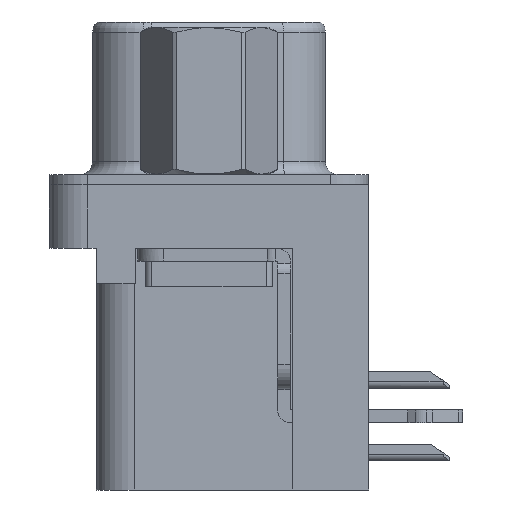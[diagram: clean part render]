
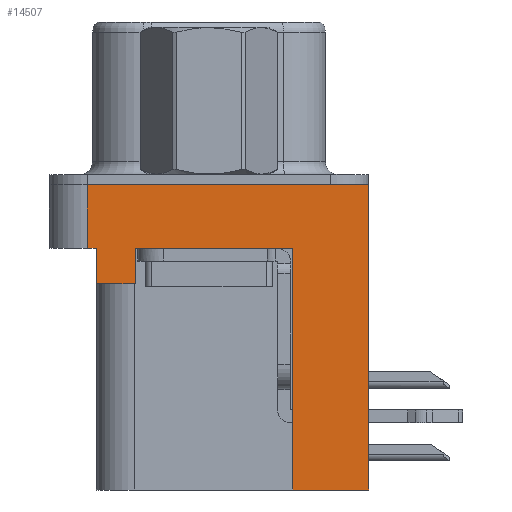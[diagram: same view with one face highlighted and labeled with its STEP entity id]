
A CAD part, left-side view. The second image highlights one B-rep face of the part: STEP entity #14507.
In plain terms, the highlighted planar face has unit normal (-1, 0, 0).
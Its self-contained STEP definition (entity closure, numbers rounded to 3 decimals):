
#191 = VERTEX_POINT ( 'NONE', #3379 ) ;
#385 = ORIENTED_EDGE ( 'NONE', *, *, #19310, .T. ) ;
#550 = LINE ( 'NONE', #18915, #3198 ) ;
#574 = DIRECTION ( 'NONE',  ( 0., 0., 1. ) ) ;
#1053 = DIRECTION ( 'NONE',  ( 0., 0., 1. ) ) ;
#1563 = EDGE_CURVE ( 'NONE', #11781, #191, #8765, .T. ) ;
#1579 = CARTESIAN_POINT ( 'NONE',  ( -2.91, -6.275, -12. ) ) ;
#1848 = EDGE_CURVE ( 'NONE', #19908, #17796, #20855, .T. ) ;
#1988 = CARTESIAN_POINT ( 'NONE',  ( -2.91, 4.425, -2.5 ) ) ;
#2002 = VERTEX_POINT ( 'NONE', #1579 ) ;
#2546 = EDGE_CURVE ( 'NONE', #10130, #10226, #21623, .T. ) ;
#2671 = CARTESIAN_POINT ( 'NONE',  ( -2.91, -6.275, -2.5 ) ) ;
#2914 = ORIENTED_EDGE ( 'NONE', *, *, #18634, .F. ) ;
#3198 = VECTOR ( 'NONE', #17157, 1000. ) ;
#3379 = CARTESIAN_POINT ( 'NONE',  ( -2.91, -3.295, -2.5 ) ) ;
#3529 = LINE ( 'NONE', #9476, #15630 ) ;
#3573 = LINE ( 'NONE', #18786, #18271 ) ;
#3634 = AXIS2_PLACEMENT_3D ( 'NONE', #4494, #14726, #16239 ) ;
#3746 = DIRECTION ( 'NONE',  ( 0., 1., 0. ) ) ;
#3791 = EDGE_CURVE ( 'NONE', #15668, #18700, #20001, .T. ) ;
#3830 = ORIENTED_EDGE ( 'NONE', *, *, #11439, .F. ) ;
#3923 = ORIENTED_EDGE ( 'NONE', *, *, #1848, .T. ) ;
#4298 = VECTOR ( 'NONE', #5382, 1000. ) ;
#4318 = VECTOR ( 'NONE', #14023, 1000. ) ;
#4494 = CARTESIAN_POINT ( 'NONE',  ( -2.91, -6.275, -2.5 ) ) ;
#4728 = DIRECTION ( 'NONE',  ( 0., -1., 0. ) ) ;
#5382 = DIRECTION ( 'NONE',  ( 0., 0., 1. ) ) ;
#5854 = DIRECTION ( 'NONE',  ( 0., 0., 1. ) ) ;
#5966 = CARTESIAN_POINT ( 'NONE',  ( -2.91, 4.775, 0. ) ) ;
#6151 = DIRECTION ( 'NONE',  ( 0., 0., 1. ) ) ;
#6173 = VECTOR ( 'NONE', #6151, 1000. ) ;
#7494 = LINE ( 'NONE', #14170, #4318 ) ;
#7521 = CARTESIAN_POINT ( 'NONE',  ( -2.91, -6.275, -2.5 ) ) ;
#8293 = ORIENTED_EDGE ( 'NONE', *, *, #15378, .F. ) ;
#8765 = LINE ( 'NONE', #11994, #4298 ) ;
#9020 = CARTESIAN_POINT ( 'NONE',  ( -2.91, 4.425, -3.9 ) ) ;
#9476 = CARTESIAN_POINT ( 'NONE',  ( -2.91, 4.775, -2.5 ) ) ;
#10130 = VERTEX_POINT ( 'NONE', #5966 ) ;
#10226 = VERTEX_POINT ( 'NONE', #10810 ) ;
#10379 = VERTEX_POINT ( 'NONE', #17912 ) ;
#10810 = CARTESIAN_POINT ( 'NONE',  ( -2.91, -6.275, 0. ) ) ;
#11439 = EDGE_CURVE ( 'NONE', #10379, #17796, #19591, .T. ) ;
#11666 = FACE_OUTER_BOUND ( 'NONE', #16092, .T. ) ;
#11781 = VERTEX_POINT ( 'NONE', #21481 ) ;
#11994 = CARTESIAN_POINT ( 'NONE',  ( -2.91, -3.295, -12. ) ) ;
#12071 = ORIENTED_EDGE ( 'NONE', *, *, #3791, .T. ) ;
#12775 = EDGE_CURVE ( 'NONE', #18700, #191, #7494, .T. ) ;
#14023 = DIRECTION ( 'NONE',  ( 0., -1., 0. ) ) ;
#14170 = CARTESIAN_POINT ( 'NONE',  ( -2.91, -6.275, -2.5 ) ) ;
#14409 = ORIENTED_EDGE ( 'NONE', *, *, #1563, .F. ) ;
#14507 = ADVANCED_FACE ( 'NONE', ( #11666 ), #21537, .T. ) ;
#14726 = DIRECTION ( 'NONE',  ( -1., 0., 0. ) ) ;
#15378 = EDGE_CURVE ( 'NONE', #2002, #11781, #550, .T. ) ;
#15630 = VECTOR ( 'NONE', #1053, 1000. ) ;
#15668 = VERTEX_POINT ( 'NONE', #19419 ) ;
#15871 = VECTOR ( 'NONE', #17546, 1000. ) ;
#15925 = VECTOR ( 'NONE', #5854, 1000. ) ;
#16092 = EDGE_LOOP ( 'NONE', ( #21415, #21728, #3923, #3830, #2914, #12071, #17870, #14409, #8293, #385 ) ) ;
#16239 = DIRECTION ( 'NONE',  ( 0., 0., 1. ) ) ;
#17157 = DIRECTION ( 'NONE',  ( 0., 1., 0. ) ) ;
#17279 = CARTESIAN_POINT ( 'NONE',  ( -2.91, 2.895, -3.9 ) ) ;
#17546 = DIRECTION ( 'NONE',  ( 0., -1., 0. ) ) ;
#17568 = CARTESIAN_POINT ( 'NONE',  ( -2.91, 4.775, -2.5 ) ) ;
#17664 = VECTOR ( 'NONE', #4728, 1000. ) ;
#17796 = VERTEX_POINT ( 'NONE', #1988 ) ;
#17863 = CARTESIAN_POINT ( 'NONE',  ( -2.91, -6.275, 0. ) ) ;
#17870 = ORIENTED_EDGE ( 'NONE', *, *, #12775, .T. ) ;
#17912 = CARTESIAN_POINT ( 'NONE',  ( -2.91, 4.425, -3.9 ) ) ;
#18271 = VECTOR ( 'NONE', #3746, 1000. ) ;
#18634 = EDGE_CURVE ( 'NONE', #15668, #10379, #3573, .T. ) ;
#18700 = VERTEX_POINT ( 'NONE', #19359 ) ;
#18786 = CARTESIAN_POINT ( 'NONE',  ( -2.91, 4.425, -3.9 ) ) ;
#18915 = CARTESIAN_POINT ( 'NONE',  ( -2.91, -3.295, -12. ) ) ;
#19310 = EDGE_CURVE ( 'NONE', #2002, #10226, #19548, .T. ) ;
#19359 = CARTESIAN_POINT ( 'NONE',  ( -2.91, 2.895, -2.5 ) ) ;
#19412 = EDGE_CURVE ( 'NONE', #19908, #10130, #3529, .T. ) ;
#19419 = CARTESIAN_POINT ( 'NONE',  ( -2.91, 2.895, -3.9 ) ) ;
#19548 = LINE ( 'NONE', #2671, #6173 ) ;
#19591 = LINE ( 'NONE', #9020, #15925 ) ;
#19908 = VERTEX_POINT ( 'NONE', #17568 ) ;
#20001 = LINE ( 'NONE', #17279, #20525 ) ;
#20525 = VECTOR ( 'NONE', #574, 1000. ) ;
#20855 = LINE ( 'NONE', #7521, #15871 ) ;
#21415 = ORIENTED_EDGE ( 'NONE', *, *, #2546, .F. ) ;
#21481 = CARTESIAN_POINT ( 'NONE',  ( -2.91, -3.295, -12. ) ) ;
#21537 = PLANE ( 'NONE',  #3634 ) ;
#21623 = LINE ( 'NONE', #17863, #17664 ) ;
#21728 = ORIENTED_EDGE ( 'NONE', *, *, #19412, .F. ) ;
